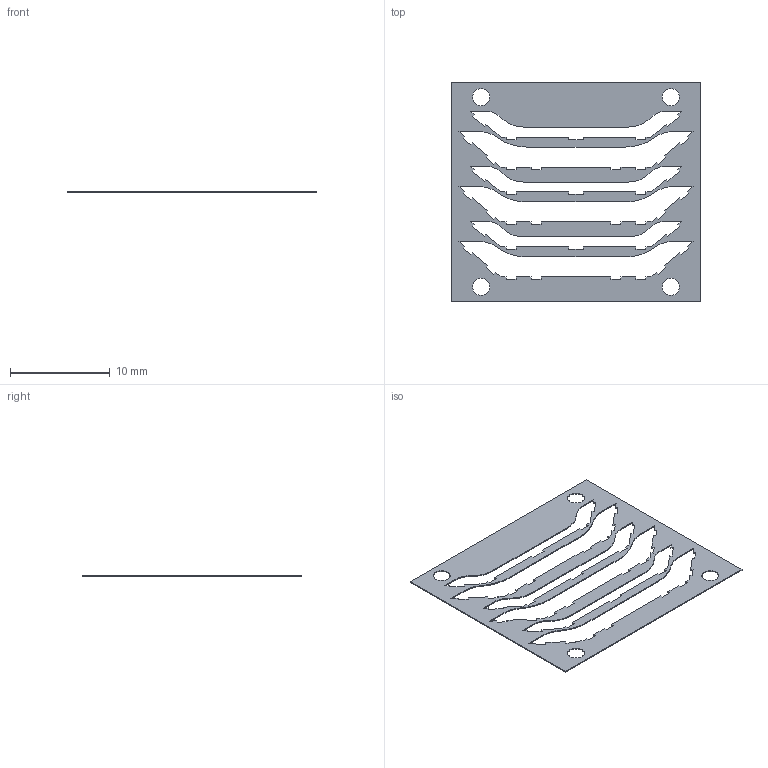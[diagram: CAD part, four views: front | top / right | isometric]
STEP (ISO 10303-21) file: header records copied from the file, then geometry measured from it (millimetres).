
FILE_DESCRIPTION(/* description */ (''),/* implementation_level */ '2;1');
FILE_NAME(/* name */ 'a_StructureFrame_2D_cut_20210727 v2.step',/* time_stamp */ '2021-07-27T17:43:45-06:00',/* author */ (''),/* organization */ (''),/* preprocessor_version */ 'ST-DEVELOPER v18.1',/* originating_system */ 'Autodesk Translation Framework v10.9.0.1377',/* authorisation */ '');
FILE_SCHEMA (('AUTOMOTIVE_DESIGN { 1 0 10303 214 3 1 1 }'));
Length unit declared in the file: millimetre
Products named in the file (1): a_StructureFrame_2D_cut_20210727
Bounding box: 25 x 22 x 0.1 mm (x, y, z)
Volume: 32.5 mm3; surface area: 691.1 mm2
Topology: 1 solids, 1 shells, 232 faces, 690 edges, 460 vertices
Faces by surface type: plane 204, cylinder 28
Full cylindrical faces by diameter (mm): 1.7 x4
Entity records: 7732 total; most frequent: CARTESIAN_POINT 1383, ORIENTED_EDGE 1380, DIRECTION 1212, EDGE_CURVE 690, LINE 634, VECTOR 634, VERTEX_POINT 460, AXIS2_PLACEMENT_3D 289
